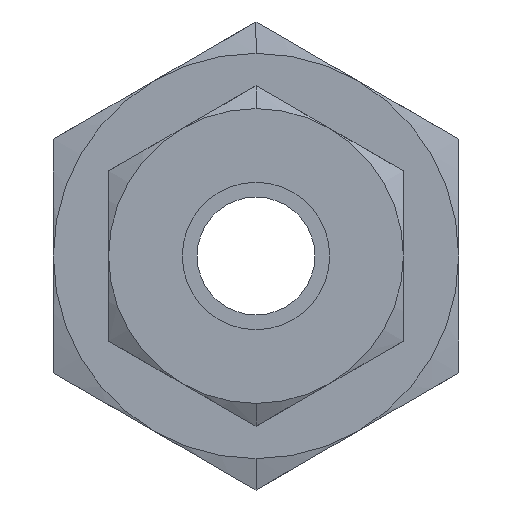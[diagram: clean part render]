
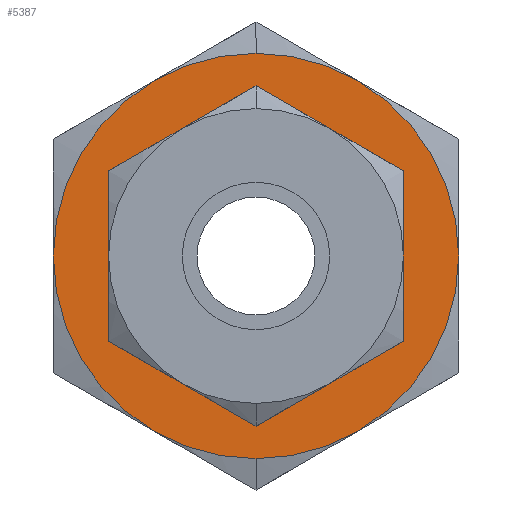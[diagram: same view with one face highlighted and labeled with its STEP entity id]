
A CAD part, left-side view. The second image highlights one B-rep face of the part: STEP entity #5387.
In plain terms, the highlighted planar face has unit normal (-1, 0, 0).
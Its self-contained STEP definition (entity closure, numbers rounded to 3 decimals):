
#75 = AXIS2_PLACEMENT_3D ( 'NONE', #4641, #5862, #6394 ) ;
#161 = VERTEX_POINT ( 'NONE', #3553 ) ;
#296 = DIRECTION ( 'NONE',  ( 0., 0., 1. ) ) ;
#304 = AXIS2_PLACEMENT_3D ( 'NONE', #4427, #6651, #296 ) ;
#488 = CARTESIAN_POINT ( 'NONE',  ( 18.6, 5.5, -9.526 ) ) ;
#545 = CARTESIAN_POINT ( 'NONE',  ( 18.6, 5.5, 9.526 ) ) ;
#810 = CIRCLE ( 'NONE', #4724, 11. ) ;
#870 = DIRECTION ( 'NONE',  ( 0., 0.5, -0.866 ) ) ;
#942 = DIRECTION ( 'NONE',  ( 0., -0.5, -0.866 ) ) ;
#958 = CARTESIAN_POINT ( 'NONE',  ( 18.6, -5.5, -9.526 ) ) ;
#973 = CARTESIAN_POINT ( 'NONE',  ( 18.6, 0., 0. ) ) ;
#1100 = DIRECTION ( 'NONE',  ( -1., 0., 0. ) ) ;
#1168 = CIRCLE ( 'NONE', #2013, 5.594 ) ;
#1299 = ORIENTED_EDGE ( 'NONE', *, *, #7553, .T. ) ;
#1468 = EDGE_LOOP ( 'NONE', ( #2068, #4816, #4822, #4078, #2315, #7576, #1992, #1299 ) ) ;
#1574 = ORIENTED_EDGE ( 'NONE', *, *, #5483, .T. ) ;
#1618 = DIRECTION ( 'NONE',  ( 1., 0., 0. ) ) ;
#1640 = AXIS2_PLACEMENT_3D ( 'NONE', #1940, #6178, #6214 ) ;
#1784 = AXIS2_PLACEMENT_3D ( 'NONE', #5125, #1100, #7396 ) ;
#1877 = VERTEX_POINT ( 'NONE', #6773 ) ;
#1940 = CARTESIAN_POINT ( 'NONE',  ( 18.6, 0., 0. ) ) ;
#1992 = ORIENTED_EDGE ( 'NONE', *, *, #4548, .T. ) ;
#2013 = AXIS2_PLACEMENT_3D ( 'NONE', #5823, #2284, #6983 ) ;
#2046 = CARTESIAN_POINT ( 'NONE',  ( 18.6, 0., 0. ) ) ;
#2068 = ORIENTED_EDGE ( 'NONE', *, *, #2521, .T. ) ;
#2134 = CARTESIAN_POINT ( 'NONE',  ( 18.6, -5.5, 9.526 ) ) ;
#2237 = EDGE_CURVE ( 'NONE', #2509, #3220, #2359, .T. ) ;
#2284 = DIRECTION ( 'NONE',  ( 1., 0., 0. ) ) ;
#2315 = ORIENTED_EDGE ( 'NONE', *, *, #3138, .T. ) ;
#2359 = CIRCLE ( 'NONE', #304, 11. ) ;
#2406 = DIRECTION ( 'NONE',  ( -1., 0., 0. ) ) ;
#2509 = VERTEX_POINT ( 'NONE', #2594 ) ;
#2521 = EDGE_CURVE ( 'NONE', #3558, #2509, #3861, .T. ) ;
#2587 = VERTEX_POINT ( 'NONE', #6981 ) ;
#2594 = CARTESIAN_POINT ( 'NONE',  ( 18.6, 0., 11. ) ) ;
#2620 = ORIENTED_EDGE ( 'NONE', *, *, #7075, .T. ) ;
#2708 = DIRECTION ( 'NONE',  ( -1., 0., 0. ) ) ;
#2765 = CIRCLE ( 'NONE', #1784, 11. ) ;
#2770 = EDGE_CURVE ( 'NONE', #2587, #6685, #7169, .T. ) ;
#2976 = AXIS2_PLACEMENT_3D ( 'NONE', #3705, #3663, #870 ) ;
#3015 = DIRECTION ( 'NONE',  ( 0., 1., 0. ) ) ;
#3062 = CIRCLE ( 'NONE', #4184, 11. ) ;
#3138 = EDGE_CURVE ( 'NONE', #5864, #2587, #4962, .T. ) ;
#3220 = VERTEX_POINT ( 'NONE', #545 ) ;
#3269 = DIRECTION ( 'NONE',  ( 0., 0., 1. ) ) ;
#3365 = EDGE_CURVE ( 'NONE', #3602, #5864, #810, .T. ) ;
#3518 = DIRECTION ( 'NONE',  ( 0., -1., 0. ) ) ;
#3553 = CARTESIAN_POINT ( 'NONE',  ( 18.6, -11., 0. ) ) ;
#3558 = VERTEX_POINT ( 'NONE', #2134 ) ;
#3602 = VERTEX_POINT ( 'NONE', #5211 ) ;
#3636 = AXIS2_PLACEMENT_3D ( 'NONE', #6231, #1618, #3269 ) ;
#3663 = DIRECTION ( 'NONE',  ( -1., 0., 0. ) ) ;
#3705 = CARTESIAN_POINT ( 'NONE',  ( 18.6, 0., 0. ) ) ;
#3861 = CIRCLE ( 'NONE', #1640, 11. ) ;
#4078 = ORIENTED_EDGE ( 'NONE', *, *, #3365, .T. ) ;
#4184 = AXIS2_PLACEMENT_3D ( 'NONE', #973, #2708, #3518 ) ;
#4278 = DIRECTION ( 'NONE',  ( -1., 0., 0. ) ) ;
#4422 = DIRECTION ( 'NONE',  ( -1., 0., 0. ) ) ;
#4427 = CARTESIAN_POINT ( 'NONE',  ( 18.6, 0., 0. ) ) ;
#4438 = DIRECTION ( 'NONE',  ( 0., 0., -1. ) ) ;
#4548 = EDGE_CURVE ( 'NONE', #6685, #161, #5807, .T. ) ;
#4641 = CARTESIAN_POINT ( 'NONE',  ( 18.6, 0., 0. ) ) ;
#4724 = AXIS2_PLACEMENT_3D ( 'NONE', #7146, #2406, #3015 ) ;
#4737 = CIRCLE ( 'NONE', #3636, 5.594 ) ;
#4787 = PLANE ( 'NONE',  #75 ) ;
#4816 = ORIENTED_EDGE ( 'NONE', *, *, #2237, .T. ) ;
#4822 = ORIENTED_EDGE ( 'NONE', *, *, #6662, .T. ) ;
#4834 = AXIS2_PLACEMENT_3D ( 'NONE', #6339, #4422, #942 ) ;
#4962 = CIRCLE ( 'NONE', #2976, 11. ) ;
#5125 = CARTESIAN_POINT ( 'NONE',  ( 18.6, 0., 0. ) ) ;
#5211 = CARTESIAN_POINT ( 'NONE',  ( 18.6, 11., 0. ) ) ;
#5387 = ADVANCED_FACE ( 'NONE', ( #5639, #5899 ), #4787, .F. ) ;
#5483 = EDGE_CURVE ( 'NONE', #5527, #1877, #1168, .T. ) ;
#5527 = VERTEX_POINT ( 'NONE', #6711 ) ;
#5639 = FACE_BOUND ( 'NONE', #6050, .T. ) ;
#5807 = CIRCLE ( 'NONE', #4834, 11. ) ;
#5823 = CARTESIAN_POINT ( 'NONE',  ( 18.6, 0., 0. ) ) ;
#5862 = DIRECTION ( 'NONE',  ( 1., 0., 0. ) ) ;
#5864 = VERTEX_POINT ( 'NONE', #488 ) ;
#5899 = FACE_OUTER_BOUND ( 'NONE', #1468, .T. ) ;
#6050 = EDGE_LOOP ( 'NONE', ( #1574, #2620 ) ) ;
#6178 = DIRECTION ( 'NONE',  ( -1., 0., 0. ) ) ;
#6214 = DIRECTION ( 'NONE',  ( 0., -0.5, 0.866 ) ) ;
#6231 = CARTESIAN_POINT ( 'NONE',  ( 18.6, 0., 0. ) ) ;
#6339 = CARTESIAN_POINT ( 'NONE',  ( 18.6, 0., 0. ) ) ;
#6394 = DIRECTION ( 'NONE',  ( 0., 1., 0. ) ) ;
#6651 = DIRECTION ( 'NONE',  ( -1., 0., 0. ) ) ;
#6662 = EDGE_CURVE ( 'NONE', #3220, #3602, #2765, .T. ) ;
#6685 = VERTEX_POINT ( 'NONE', #958 ) ;
#6711 = CARTESIAN_POINT ( 'NONE',  ( 18.6, 0., -5.594 ) ) ;
#6773 = CARTESIAN_POINT ( 'NONE',  ( 18.6, 0., 5.594 ) ) ;
#6798 = AXIS2_PLACEMENT_3D ( 'NONE', #2046, #4278, #4438 ) ;
#6981 = CARTESIAN_POINT ( 'NONE',  ( 18.6, 0., -11. ) ) ;
#6983 = DIRECTION ( 'NONE',  ( 0., 0., -1. ) ) ;
#7075 = EDGE_CURVE ( 'NONE', #1877, #5527, #4737, .T. ) ;
#7146 = CARTESIAN_POINT ( 'NONE',  ( 18.6, 0., 0. ) ) ;
#7169 = CIRCLE ( 'NONE', #6798, 11. ) ;
#7396 = DIRECTION ( 'NONE',  ( 0., 0.5, 0.866 ) ) ;
#7553 = EDGE_CURVE ( 'NONE', #161, #3558, #3062, .T. ) ;
#7576 = ORIENTED_EDGE ( 'NONE', *, *, #2770, .T. ) ;
